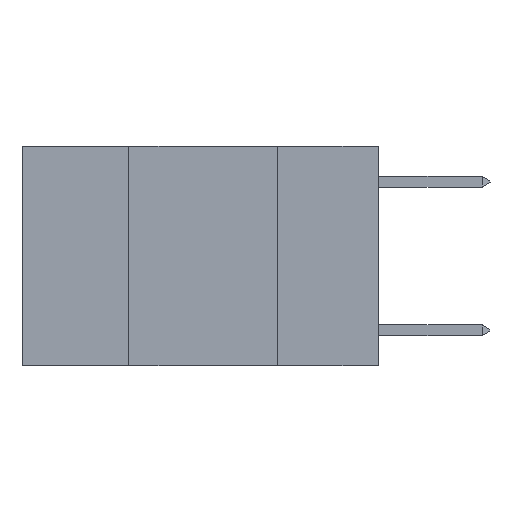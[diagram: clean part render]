
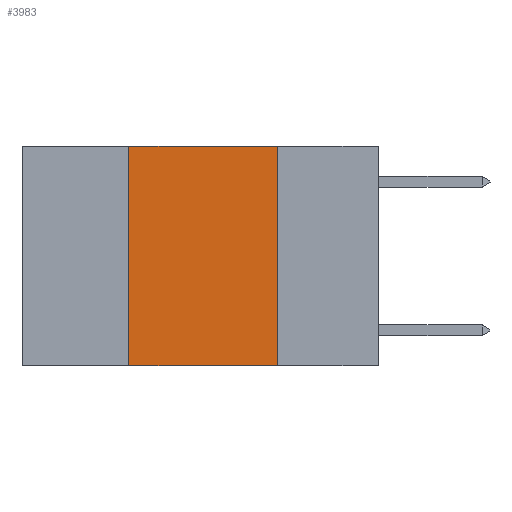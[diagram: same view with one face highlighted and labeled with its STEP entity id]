
A CAD part, left-side view. The second image highlights one B-rep face of the part: STEP entity #3983.
In plain terms, the highlighted planar face has unit normal (-1, 0, 0).
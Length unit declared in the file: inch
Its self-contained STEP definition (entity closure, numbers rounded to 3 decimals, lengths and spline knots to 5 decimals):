
#180 = DIRECTION ( 'NONE',  ( 1., 0., 0. ) ) ;
#280 = LINE ( 'NONE', #9511, #9488 ) ;
#336 = FACE_OUTER_BOUND ( 'NONE', #1285, .T. ) ;
#419 = CARTESIAN_POINT ( 'NONE',  ( 0., 0.17, 0. ) ) ;
#576 = VERTEX_POINT ( 'NONE', #1829 ) ;
#1285 = EDGE_LOOP ( 'NONE', ( #6299, #2560, #2917, #8998 ) ) ;
#1458 = LINE ( 'NONE', #8322, #9191 ) ;
#1782 = CARTESIAN_POINT ( 'NONE',  ( 0., 0.6, 0. ) ) ;
#1829 = CARTESIAN_POINT ( 'NONE',  ( 0., 0.42, 0. ) ) ;
#2482 = DIRECTION ( 'NONE',  ( 0., 0., 1. ) ) ;
#2560 = ORIENTED_EDGE ( 'NONE', *, *, #6010, .F. ) ;
#2917 = ORIENTED_EDGE ( 'NONE', *, *, #3986, .F. ) ;
#2922 = CARTESIAN_POINT ( 'NONE',  ( 0., 0.17, -0.37 ) ) ;
#3059 = DIRECTION ( 'NONE',  ( 0., -1., 0. ) ) ;
#3647 = VERTEX_POINT ( 'NONE', #419 ) ;
#3983 = ADVANCED_FACE ( 'NONE', ( #336 ), #7078, .F. ) ;
#3986 = EDGE_CURVE ( 'NONE', #6807, #576, #280, .T. ) ;
#4048 = CARTESIAN_POINT ( 'NONE',  ( 0., 0.6, -0.37 ) ) ;
#4448 = DIRECTION ( 'NONE',  ( 0., 0., -1. ) ) ;
#4632 = VERTEX_POINT ( 'NONE', #2922 ) ;
#4905 = VECTOR ( 'NONE', #7991, 39.37008 ) ;
#5317 = EDGE_CURVE ( 'NONE', #6807, #4632, #9566, .T. ) ;
#5838 = CARTESIAN_POINT ( 'NONE',  ( 0., 0.42, -0.37 ) ) ;
#6010 = EDGE_CURVE ( 'NONE', #576, #3647, #1458, .T. ) ;
#6299 = ORIENTED_EDGE ( 'NONE', *, *, #7345, .F. ) ;
#6662 = CARTESIAN_POINT ( 'NONE',  ( 0., 0.17, 0. ) ) ;
#6807 = VERTEX_POINT ( 'NONE', #5838 ) ;
#7078 = PLANE ( 'NONE',  #8343 ) ;
#7345 = EDGE_CURVE ( 'NONE', #3647, #4632, #9083, .T. ) ;
#7455 = VECTOR ( 'NONE', #4448, 39.37008 ) ;
#7991 = DIRECTION ( 'NONE',  ( 0., -1., 0. ) ) ;
#8322 = CARTESIAN_POINT ( 'NONE',  ( 0., 0.6, 0. ) ) ;
#8343 = AXIS2_PLACEMENT_3D ( 'NONE', #1782, #180, #9411 ) ;
#8998 = ORIENTED_EDGE ( 'NONE', *, *, #5317, .T. ) ;
#9083 = LINE ( 'NONE', #6662, #7455 ) ;
#9191 = VECTOR ( 'NONE', #3059, 39.37008 ) ;
#9411 = DIRECTION ( 'NONE',  ( 0., 0., -1. ) ) ;
#9488 = VECTOR ( 'NONE', #2482, 39.37008 ) ;
#9511 = CARTESIAN_POINT ( 'NONE',  ( 0., 0.42, 0. ) ) ;
#9566 = LINE ( 'NONE', #4048, #4905 ) ;
